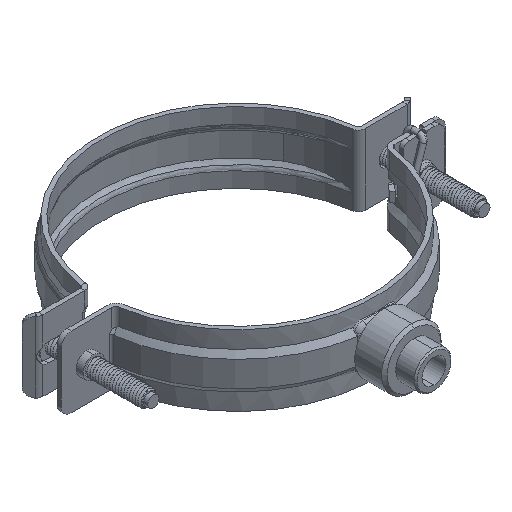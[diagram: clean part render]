
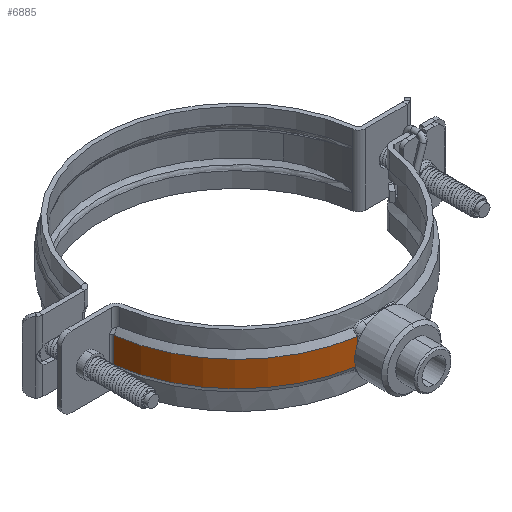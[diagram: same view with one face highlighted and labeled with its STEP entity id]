
A CAD part, isometric view. The second image highlights one B-rep face of the part: STEP entity #6885.
In plain terms, the highlighted cylindrical face has radius 50.494 mm (diameter 100.988 mm), a partial arc.
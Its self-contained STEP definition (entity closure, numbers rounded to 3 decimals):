
#853 = DIRECTION ( 'NONE',  ( 1., 0., 0. ) ) ;
#889 = ORIENTED_EDGE ( 'NONE', *, *, #21593, .F. ) ;
#1327 = DIRECTION ( 'NONE',  ( 1., 0., 0. ) ) ;
#3063 = CARTESIAN_POINT ( 'NONE',  ( -50.078, -6.468, -4.5 ) ) ;
#3096 = CARTESIAN_POINT ( 'NONE',  ( -50.078, -6.468, 4.5 ) ) ;
#3657 = EDGE_CURVE ( 'NONE', #36111, #14562, #15030, .T. ) ;
#4062 = CARTESIAN_POINT ( 'NONE',  ( 0., 0., 4.5 ) ) ;
#4416 = AXIS2_PLACEMENT_3D ( 'NONE', #28356, #10493, #5133 ) ;
#5133 = DIRECTION ( 'NONE',  ( 1., 0., 0. ) ) ;
#5568 = B_SPLINE_CURVE_WITH_KNOTS ( 'NONE', 3,
 ( #18053, #30260, #21661, #3063 ),
 .UNSPECIFIED., .F., .F.,
 ( 4, 4 ),
 ( 0., 0. ),
 .UNSPECIFIED. ) ;
#6056 = DIRECTION ( 'NONE',  ( 0., 0., -1. ) ) ;
#6618 = CYLINDRICAL_SURFACE ( 'NONE', #27639, 50.494 ) ;
#6885 = ADVANCED_FACE ( 'NONE', ( #31723 ), #6618, .T. ) ;
#6970 = ORIENTED_EDGE ( 'NONE', *, *, #34892, .T. ) ;
#7006 = VERTEX_POINT ( 'NONE', #17114 ) ;
#7245 = DIRECTION ( 'NONE',  ( 0., 0., 1. ) ) ;
#7255 = LINE ( 'NONE', #37440, #34130 ) ;
#10218 = DIRECTION ( 'NONE',  ( 0., 0., 1. ) ) ;
#10493 = DIRECTION ( 'NONE',  ( 0., 0., 1. ) ) ;
#11249 = CARTESIAN_POINT ( 'NONE',  ( -50.08, -6.448, 4.5 ) ) ;
#11335 = CARTESIAN_POINT ( 'NONE',  ( -50.08, -6.448, 4.5 ) ) ;
#11490 = VERTEX_POINT ( 'NONE', #17829 ) ;
#14081 = VERTEX_POINT ( 'NONE', #35081 ) ;
#14562 = VERTEX_POINT ( 'NONE', #17033 ) ;
#14607 = AXIS2_PLACEMENT_3D ( 'NONE', #4062, #7245, #853 ) ;
#15030 = LINE ( 'NONE', #30262, #29436 ) ;
#17033 = CARTESIAN_POINT ( 'NONE',  ( -50.08, -6.448, -4.5 ) ) ;
#17114 = CARTESIAN_POINT ( 'NONE',  ( -7.451, -49.941, -4.5 ) ) ;
#17676 = CARTESIAN_POINT ( 'NONE',  ( -50.079, -6.461, 4.5 ) ) ;
#17829 = CARTESIAN_POINT ( 'NONE',  ( -50.078, -6.468, -4.5 ) ) ;
#18053 = CARTESIAN_POINT ( 'NONE',  ( -50.08, -6.448, -4.5 ) ) ;
#20040 = VERTEX_POINT ( 'NONE', #35455 ) ;
#20221 = ORIENTED_EDGE ( 'NONE', *, *, #28587, .T. ) ;
#21593 = EDGE_CURVE ( 'NONE', #14081, #20040, #31848, .T. ) ;
#21661 = CARTESIAN_POINT ( 'NONE',  ( -50.079, -6.461, -4.5 ) ) ;
#21973 = EDGE_LOOP ( 'NONE', ( #6970, #29904, #889, #24950, #24236, #20221 ) ) ;
#22129 = EDGE_CURVE ( 'NONE', #7006, #20040, #7255, .T. ) ;
#23609 = CIRCLE ( 'NONE', #4416, 50.494 ) ;
#24236 = ORIENTED_EDGE ( 'NONE', *, *, #3657, .T. ) ;
#24950 = ORIENTED_EDGE ( 'NONE', *, *, #39480, .T. ) ;
#27639 = AXIS2_PLACEMENT_3D ( 'NONE', #28731, #32122, #1327 ) ;
#28356 = CARTESIAN_POINT ( 'NONE',  ( 0., 0., -4.5 ) ) ;
#28587 = EDGE_CURVE ( 'NONE', #14562, #11490, #5568, .T. ) ;
#28731 = CARTESIAN_POINT ( 'NONE',  ( 0., 0., 0. ) ) ;
#29436 = VECTOR ( 'NONE', #6056, 1000. ) ;
#29904 = ORIENTED_EDGE ( 'NONE', *, *, #22129, .T. ) ;
#30260 = CARTESIAN_POINT ( 'NONE',  ( -50.08, -6.455, -4.5 ) ) ;
#30262 = CARTESIAN_POINT ( 'NONE',  ( -50.08, -6.448, 0. ) ) ;
#31723 = FACE_OUTER_BOUND ( 'NONE', #21973, .T. ) ;
#31848 = CIRCLE ( 'NONE', #14607, 50.494 ) ;
#32122 = DIRECTION ( 'NONE',  ( 0., 0., 1. ) ) ;
#34130 = VECTOR ( 'NONE', #10218, 1000. ) ;
#34892 = EDGE_CURVE ( 'NONE', #11490, #7006, #23609, .T. ) ;
#35081 = CARTESIAN_POINT ( 'NONE',  ( -50.078, -6.468, 4.5 ) ) ;
#35455 = CARTESIAN_POINT ( 'NONE',  ( -7.451, -49.941, 4.5 ) ) ;
#36111 = VERTEX_POINT ( 'NONE', #11335 ) ;
#36469 = CARTESIAN_POINT ( 'NONE',  ( -50.08, -6.455, 4.5 ) ) ;
#36841 = B_SPLINE_CURVE_WITH_KNOTS ( 'NONE', 3,
 ( #3096, #17676, #36469, #11249 ),
 .UNSPECIFIED., .F., .F.,
 ( 4, 4 ),
 ( 0., 0. ),
 .UNSPECIFIED. ) ;
#37440 = CARTESIAN_POINT ( 'NONE',  ( -7.451, -49.941, 0. ) ) ;
#39480 = EDGE_CURVE ( 'NONE', #14081, #36111, #36841, .T. ) ;
